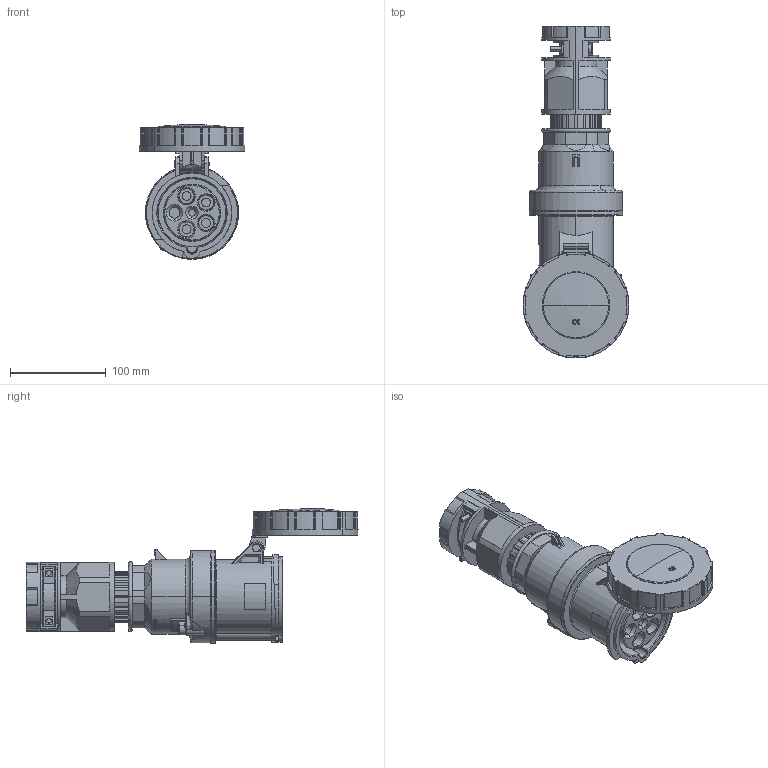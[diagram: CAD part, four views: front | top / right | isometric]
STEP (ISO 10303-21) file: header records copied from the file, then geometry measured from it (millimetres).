
FILE_DESCRIPTION (( 'STEP AP203' ), '1' );
FILE_NAME ('BRY560C9W.step', '2022-08-17T19:37:50', ( '' ), ( '' ), 'SwSTEP 2.0', 'SolidWorks 2021', '' );
FILE_SCHEMA (( 'CONFIG_CONTROL_DESIGN' ));
Length unit declared in the file: millimetre
Products named in the file (1): BRY560C9W
Bounding box: 110.31 x 346.66 x 140.82 mm (x, y, z)
Volume: 1152802.6 mm3; surface area: 192196.2 mm2
Topology: 9 solids, 9 shells, 1181 faces, 3165 edges, 2037 vertices
Faces by surface type: plane 472, cylinder 421, torus 144, bspline 74, cone 51, sphere 19
Entity records: 41067 total; most frequent: CARTESIAN_POINT 11607, ORIENTED_EDGE 6302, DIRECTION 6161, EDGE_CURVE 3151, AXIS2_PLACEMENT_3D 2351, VERTEX_POINT 2032, VECTOR 1459, LINE 1459
